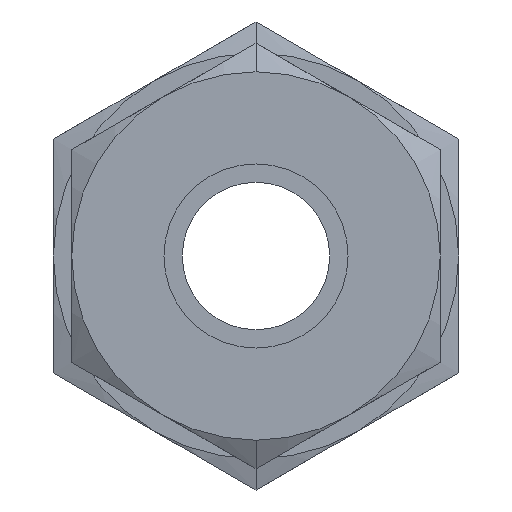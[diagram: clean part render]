
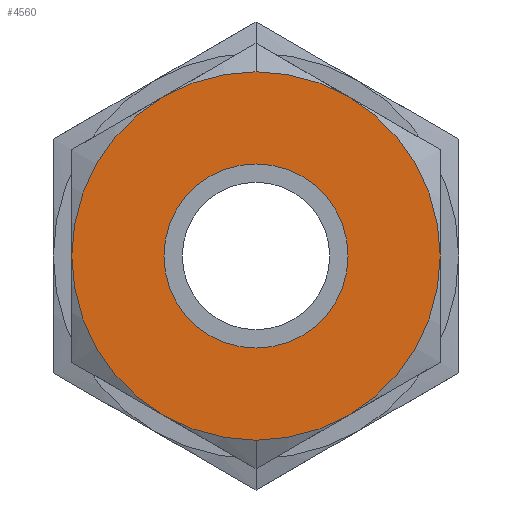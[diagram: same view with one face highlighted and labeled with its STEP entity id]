
A CAD part, left-side view. The second image highlights one B-rep face of the part: STEP entity #4560.
In plain terms, the highlighted planar face has unit normal (-1, 0, 0).
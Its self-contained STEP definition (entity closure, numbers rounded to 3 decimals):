
#57 = CARTESIAN_POINT ( 'NONE',  ( 0., 0., 7.935 ) ) ;
#576 = AXIS2_PLACEMENT_3D ( 'NONE', #3148, #730, #5337 ) ;
#659 = AXIS2_PLACEMENT_3D ( 'NONE', #5889, #3570, #6498 ) ;
#730 = DIRECTION ( 'NONE',  ( 1., 0., 0. ) ) ;
#1050 = CARTESIAN_POINT ( 'NONE',  ( 0., 0., 3.965 ) ) ;
#1109 = VERTEX_POINT ( 'NONE', #3404 ) ;
#1263 = CIRCLE ( 'NONE', #5499, 7.935 ) ;
#1269 = ORIENTED_EDGE ( 'NONE', *, *, #5772, .F. ) ;
#1311 = ORIENTED_EDGE ( 'NONE', *, *, #5920, .T. ) ;
#1571 = DIRECTION ( 'NONE',  ( 1., 0., 0. ) ) ;
#1572 = DIRECTION ( 'NONE',  ( 1., 0., 0. ) ) ;
#1858 = DIRECTION ( 'NONE',  ( 1., 0., 0. ) ) ;
#2022 = CARTESIAN_POINT ( 'NONE',  ( 0., 0., 0. ) ) ;
#2109 = CIRCLE ( 'NONE', #4144, 3.965 ) ;
#2150 = VERTEX_POINT ( 'NONE', #1050 ) ;
#2422 = FACE_BOUND ( 'NONE', #2509, .T. ) ;
#2467 = EDGE_CURVE ( 'NONE', #3584, #2150, #2109, .T. ) ;
#2479 = ORIENTED_EDGE ( 'NONE', *, *, #4010, .F. ) ;
#2509 = EDGE_LOOP ( 'NONE', ( #6957, #1311 ) ) ;
#2551 = CARTESIAN_POINT ( 'NONE',  ( 0., 0., -3.965 ) ) ;
#2622 = DIRECTION ( 'NONE',  ( 0., 0., -1. ) ) ;
#2751 = EDGE_LOOP ( 'NONE', ( #2479, #1269 ) ) ;
#2944 = AXIS2_PLACEMENT_3D ( 'NONE', #2022, #1571, #6683 ) ;
#3148 = CARTESIAN_POINT ( 'NONE',  ( 0., 0., 0. ) ) ;
#3404 = CARTESIAN_POINT ( 'NONE',  ( 0., 0., -7.935 ) ) ;
#3501 = VERTEX_POINT ( 'NONE', #57 ) ;
#3570 = DIRECTION ( 'NONE',  ( -1., 0., 0. ) ) ;
#3584 = VERTEX_POINT ( 'NONE', #2551 ) ;
#4010 = EDGE_CURVE ( 'NONE', #3501, #1109, #5736, .T. ) ;
#4144 = AXIS2_PLACEMENT_3D ( 'NONE', #7062, #1858, #4164 ) ;
#4164 = DIRECTION ( 'NONE',  ( 0., 0., -1. ) ) ;
#4214 = FACE_OUTER_BOUND ( 'NONE', #2751, .T. ) ;
#4560 = ADVANCED_FACE ( 'NONE', ( #2422, #4214 ), #5930, .T. ) ;
#5337 = DIRECTION ( 'NONE',  ( 0., 0., 1. ) ) ;
#5499 = AXIS2_PLACEMENT_3D ( 'NONE', #6839, #1572, #2622 ) ;
#5736 = CIRCLE ( 'NONE', #2944, 7.935 ) ;
#5772 = EDGE_CURVE ( 'NONE', #1109, #3501, #1263, .T. ) ;
#5889 = CARTESIAN_POINT ( 'NONE',  ( 0., 0., 3.967 ) ) ;
#5920 = EDGE_CURVE ( 'NONE', #2150, #3584, #6757, .T. ) ;
#5930 = PLANE ( 'NONE',  #659 ) ;
#6498 = DIRECTION ( 'NONE',  ( 0., 0., 1. ) ) ;
#6683 = DIRECTION ( 'NONE',  ( 0., 0., 1. ) ) ;
#6757 = CIRCLE ( 'NONE', #576, 3.965 ) ;
#6839 = CARTESIAN_POINT ( 'NONE',  ( 0., 0., 0. ) ) ;
#6957 = ORIENTED_EDGE ( 'NONE', *, *, #2467, .T. ) ;
#7062 = CARTESIAN_POINT ( 'NONE',  ( 0., 0., 0. ) ) ;
